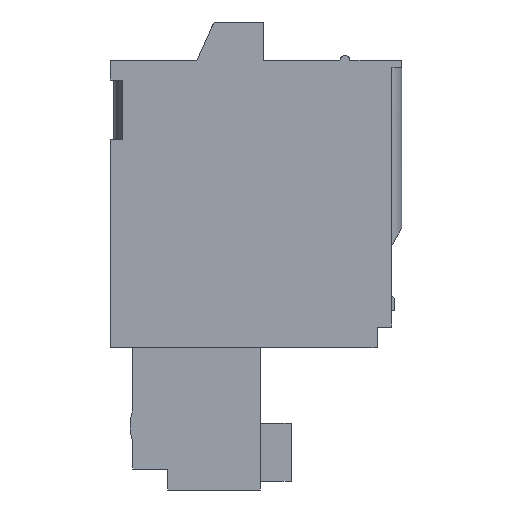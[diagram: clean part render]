
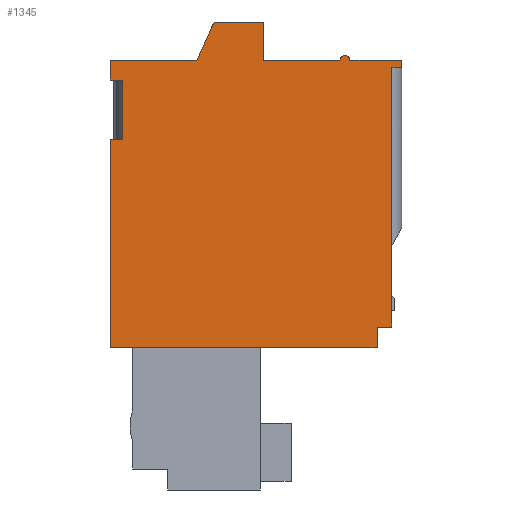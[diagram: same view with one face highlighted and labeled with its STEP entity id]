
A CAD part, left-side view. The second image highlights one B-rep face of the part: STEP entity #1345.
In plain terms, the highlighted planar face has unit normal (-1, 0, 0).
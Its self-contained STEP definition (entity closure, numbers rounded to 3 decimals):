
#1345 = ADVANCED_FACE( '', ( #2918 ), #2919, .T. );
#2918 = FACE_OUTER_BOUND( '', #4791, .T. );
#2919 = PLANE( '', #4792 );
#4791 = EDGE_LOOP( '', ( #8352, #8353, #8354, #8355, #8356, #8357, #8358, #8359, #8360, #8361, #8362, #8363, #8364, #8365, #8366, #8367, #8368, #8369 ) );
#4792 = AXIS2_PLACEMENT_3D( '', #8370, #8371, #8372 );
#8352 = ORIENTED_EDGE( '', *, *, #13049, .T. );
#8353 = ORIENTED_EDGE( '', *, *, #13050, .T. );
#8354 = ORIENTED_EDGE( '', *, *, #13051, .T. );
#8355 = ORIENTED_EDGE( '', *, *, #13052, .T. );
#8356 = ORIENTED_EDGE( '', *, *, #12556, .T. );
#8357 = ORIENTED_EDGE( '', *, *, #13053, .T. );
#8358 = ORIENTED_EDGE( '', *, *, #13054, .T. );
#8359 = ORIENTED_EDGE( '', *, *, #13055, .T. );
#8360 = ORIENTED_EDGE( '', *, *, #12396, .T. );
#8361 = ORIENTED_EDGE( '', *, *, #13056, .T. );
#8362 = ORIENTED_EDGE( '', *, *, #12506, .T. );
#8363 = ORIENTED_EDGE( '', *, *, #13057, .T. );
#8364 = ORIENTED_EDGE( '', *, *, #12101, .T. );
#8365 = ORIENTED_EDGE( '', *, *, #13058, .T. );
#8366 = ORIENTED_EDGE( '', *, *, #12807, .T. );
#8367 = ORIENTED_EDGE( '', *, *, #12486, .T. );
#8368 = ORIENTED_EDGE( '', *, *, #12921, .T. );
#8369 = ORIENTED_EDGE( '', *, *, #13059, .T. );
#8370 = CARTESIAN_POINT( '', ( -5.3, -4.1, 5.55 ) );
#8371 = DIRECTION( '', ( -1., 0., 0. ) );
#8372 = DIRECTION( '', ( 0., 0., 1. ) );
#12101 = EDGE_CURVE( '', #14775, #14776, #14777, .T. );
#12396 = EDGE_CURVE( '', #15260, #15258, #15261, .T. );
#12486 = EDGE_CURVE( '', #15413, #15411, #15414, .T. );
#12506 = EDGE_CURVE( '', #15443, #15441, #15444, .T. );
#12556 = EDGE_CURVE( '', #15524, #15525, #15526, .T. );
#12807 = EDGE_CURVE( '', #15908, #15413, #15909, .T. );
#12921 = EDGE_CURVE( '', #15411, #16086, #16087, .T. );
#13049 = EDGE_CURVE( '', #16266, #16267, #16268, .T. );
#13050 = EDGE_CURVE( '', #16267, #16269, #16270, .T. );
#13051 = EDGE_CURVE( '', #16269, #16271, #16272, .T. );
#13052 = EDGE_CURVE( '', #16271, #15524, #16273, .T. );
#13053 = EDGE_CURVE( '', #15525, #16274, #16275, .T. );
#13054 = EDGE_CURVE( '', #16274, #16276, #16277, .T. );
#13055 = EDGE_CURVE( '', #16276, #15260, #16278, .T. );
#13056 = EDGE_CURVE( '', #15258, #15443, #16279, .T. );
#13057 = EDGE_CURVE( '', #15441, #14775, #16280, .T. );
#13058 = EDGE_CURVE( '', #14776, #15908, #16281, .T. );
#13059 = EDGE_CURVE( '', #16086, #16266, #16282, .T. );
#14775 = VERTEX_POINT( '', #18592 );
#14776 = VERTEX_POINT( '', #18593 );
#14777 = LINE( '', #18594, #18595 );
#15258 = VERTEX_POINT( '', #19305 );
#15260 = VERTEX_POINT( '', #19308 );
#15261 = LINE( '', #19309, #19310 );
#15411 = VERTEX_POINT( '', #19521 );
#15413 = VERTEX_POINT( '', #19524 );
#15414 = LINE( '', #19525, #19526 );
#15441 = VERTEX_POINT( '', #19564 );
#15443 = VERTEX_POINT( '', #19567 );
#15444 = LINE( '', #19568, #19569 );
#15524 = VERTEX_POINT( '', #19683 );
#15525 = VERTEX_POINT( '', #19684 );
#15526 = LINE( '', #19685, #19686 );
#15908 = VERTEX_POINT( '', #20247 );
#15909 = LINE( '', #20248, #20249 );
#16086 = VERTEX_POINT( '', #20520 );
#16087 = LINE( '', #20521, #20522 );
#16266 = VERTEX_POINT( '', #20795 );
#16267 = VERTEX_POINT( '', #20796 );
#16268 = LINE( '', #20797, #20798 );
#16269 = VERTEX_POINT( '', #20799 );
#16270 = LINE( '', #20800, #20801 );
#16271 = VERTEX_POINT( '', #20802 );
#16272 = LINE( '', #20803, #20804 );
#16273 = LINE( '', #20805, #20806 );
#16274 = VERTEX_POINT( '', #20807 );
#16275 = LINE( '', #20808, #20809 );
#16276 = VERTEX_POINT( '', #20810 );
#16277 = CIRCLE( '', #20811, 0.2 );
#16278 = LINE( '', #20812, #20813 );
#16279 = LINE( '', #20814, #20815 );
#16280 = LINE( '', #20816, #20817 );
#16281 = LINE( '', #20818, #20819 );
#16282 = LINE( '', #20820, #20821 );
#18592 = CARTESIAN_POINT( '', ( -5.3, 5.4, 5.55 ) );
#18593 = CARTESIAN_POINT( '', ( -5.3, 5.4, 4.75 ) );
#18594 = CARTESIAN_POINT( '', ( -5.3, 5.4, 5.55 ) );
#18595 = VECTOR( '', #22916, 1000. );
#19305 = CARTESIAN_POINT( '', ( -5.3, -0.8, 7.1 ) );
#19308 = CARTESIAN_POINT( '', ( -5.3, -0.8, 5.55 ) );
#19309 = CARTESIAN_POINT( '', ( -5.3, -0.8, 5.55 ) );
#19310 = VECTOR( '', #23180, 1000. );
#19521 = CARTESIAN_POINT( '', ( -5.3, 5.4, 2.35 ) );
#19524 = CARTESIAN_POINT( '', ( -5.3, 4.9, 2.35 ) );
#19525 = CARTESIAN_POINT( '', ( -5.3, 4.9, 2.35 ) );
#19526 = VECTOR( '', #23270, 1000. );
#19564 = CARTESIAN_POINT( '', ( -5.3, 1.9, 5.55 ) );
#19567 = CARTESIAN_POINT( '', ( -5.3, 1.2, 7.1 ) );
#19568 = CARTESIAN_POINT( '', ( -5.3, 1.2, 7.1 ) );
#19569 = VECTOR( '', #23286, 1000. );
#19683 = CARTESIAN_POINT( '', ( -5.3, -6.4, 5.25 ) );
#19684 = CARTESIAN_POINT( '', ( -5.3, -6.4, 5.55 ) );
#19685 = CARTESIAN_POINT( '', ( -5.3, -6.4, 5.25 ) );
#19686 = VECTOR( '', #23333, 1000. );
#20247 = CARTESIAN_POINT( '', ( -5.3, 4.9, 4.75 ) );
#20248 = CARTESIAN_POINT( '', ( -5.3, 4.9, 4.75 ) );
#20249 = VECTOR( '', #23573, 1000. );
#20520 = CARTESIAN_POINT( '', ( -5.3, 5.4, -6.1 ) );
#20521 = CARTESIAN_POINT( '', ( -5.3, 5.4, 2.35 ) );
#20522 = VECTOR( '', #23667, 1000. );
#20795 = CARTESIAN_POINT( '', ( -5.3, -5.4, -6.1 ) );
#20796 = CARTESIAN_POINT( '', ( -5.3, -5.4, -5.25 ) );
#20797 = CARTESIAN_POINT( '', ( -5.3, -5.4, -6.1 ) );
#20798 = VECTOR( '', #23777, 1000. );
#20799 = CARTESIAN_POINT( '', ( -5.3, -6., -5.25 ) );
#20800 = CARTESIAN_POINT( '', ( -5.3, -5.4, -5.25 ) );
#20801 = VECTOR( '', #23778, 1000. );
#20802 = CARTESIAN_POINT( '', ( -5.3, -6., 5.25 ) );
#20803 = CARTESIAN_POINT( '', ( -5.3, -6., -5.25 ) );
#20804 = VECTOR( '', #23779, 1000. );
#20805 = CARTESIAN_POINT( '', ( -5.3, -6., 5.25 ) );
#20806 = VECTOR( '', #23780, 1000. );
#20807 = CARTESIAN_POINT( '', ( -5.3, -4.3, 5.55 ) );
#20808 = CARTESIAN_POINT( '', ( -5.3, -6.4, 5.55 ) );
#20809 = VECTOR( '', #23781, 1000. );
#20810 = CARTESIAN_POINT( '', ( -5.3, -3.9, 5.55 ) );
#20811 = AXIS2_PLACEMENT_3D( '', #23782, #23783, #23784 );
#20812 = CARTESIAN_POINT( '', ( -5.3, -3.9, 5.55 ) );
#20813 = VECTOR( '', #23785, 1000. );
#20814 = CARTESIAN_POINT( '', ( -5.3, -0.8, 7.1 ) );
#20815 = VECTOR( '', #23786, 1000. );
#20816 = CARTESIAN_POINT( '', ( -5.3, 1.9, 5.55 ) );
#20817 = VECTOR( '', #23787, 1000. );
#20818 = CARTESIAN_POINT( '', ( -5.3, 5.4, 4.75 ) );
#20819 = VECTOR( '', #23788, 1000. );
#20820 = CARTESIAN_POINT( '', ( -5.3, 5.4, -6.1 ) );
#20821 = VECTOR( '', #23789, 1000. );
#22916 = DIRECTION( '', ( 0., 0., -1. ) );
#23180 = DIRECTION( '', ( 0., 0., 1. ) );
#23270 = DIRECTION( '', ( 0., 1., 0. ) );
#23286 = DIRECTION( '', ( 0., 0.412, -0.911 ) );
#23333 = DIRECTION( '', ( 0., 0., 1. ) );
#23573 = DIRECTION( '', ( 0., 0., -1. ) );
#23667 = DIRECTION( '', ( 0., 0., -1. ) );
#23777 = DIRECTION( '', ( 0., 0., 1. ) );
#23778 = DIRECTION( '', ( 0., -1., 0. ) );
#23779 = DIRECTION( '', ( 0., 0., 1. ) );
#23780 = DIRECTION( '', ( 0., -1., 0. ) );
#23781 = DIRECTION( '', ( 0., 1., 0. ) );
#23782 = CARTESIAN_POINT( '', ( -5.3, -4.1, 5.55 ) );
#23783 = DIRECTION( '', ( -1., 0., 0. ) );
#23784 = DIRECTION( '', ( 0., -1., 0. ) );
#23785 = DIRECTION( '', ( 0., 1., 0. ) );
#23786 = DIRECTION( '', ( 0., 1., 0. ) );
#23787 = DIRECTION( '', ( 0., 1., 0. ) );
#23788 = DIRECTION( '', ( 0., -1., 0. ) );
#23789 = DIRECTION( '', ( 0., -1., 0. ) );
